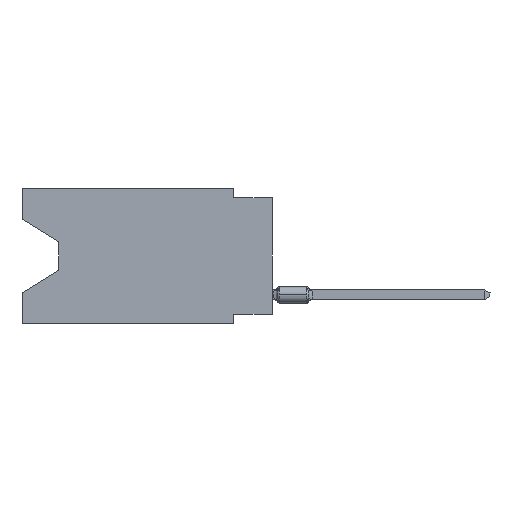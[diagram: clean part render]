
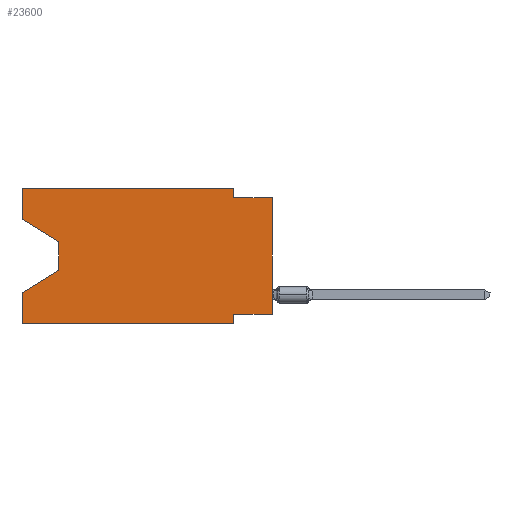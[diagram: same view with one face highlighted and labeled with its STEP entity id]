
A CAD part, left-side view. The second image highlights one B-rep face of the part: STEP entity #23600.
In plain terms, the highlighted planar face has unit normal (-1, 0, 0).
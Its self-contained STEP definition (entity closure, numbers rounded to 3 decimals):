
#32 = CARTESIAN_POINT ( 'NONE',  ( 0., 16.383, 0. ) ) ;
#295 = VERTEX_POINT ( 'NONE', #35184 ) ;
#599 = VERTEX_POINT ( 'NONE', #30145 ) ;
#929 = DIRECTION ( 'NONE',  ( 0., 0.855, -0.519 ) ) ;
#933 = PLANE ( 'NONE',  #9646 ) ;
#981 = LINE ( 'NONE', #42083, #41051 ) ;
#1329 = LINE ( 'NONE', #44001, #10860 ) ;
#1335 = LINE ( 'NONE', #39680, #35042 ) ;
#1366 = DIRECTION ( 'NONE',  ( 0., 0., 1. ) ) ;
#1467 = VERTEX_POINT ( 'NONE', #35194 ) ;
#2024 = VERTEX_POINT ( 'NONE', #11961 ) ;
#2621 = ORIENTED_EDGE ( 'NONE', *, *, #8635, .T. ) ;
#2694 = EDGE_CURVE ( 'NONE', #5691, #30023, #1335, .T. ) ;
#3412 = ORIENTED_EDGE ( 'NONE', *, *, #5328, .F. ) ;
#3703 = VERTEX_POINT ( 'NONE', #9689 ) ;
#3901 = DIRECTION ( 'NONE',  ( 0., -1., 0. ) ) ;
#5328 = EDGE_CURVE ( 'NONE', #34377, #2024, #32325, .T. ) ;
#5691 = VERTEX_POINT ( 'NONE', #12963 ) ;
#5990 = ORIENTED_EDGE ( 'NONE', *, *, #42567, .T. ) ;
#6830 = EDGE_CURVE ( 'NONE', #11875, #39352, #29237, .T. ) ;
#7140 = ORIENTED_EDGE ( 'NONE', *, *, #11012, .F. ) ;
#8119 = VECTOR ( 'NONE', #30258, 1000. ) ;
#8130 = DIRECTION ( 'NONE',  ( 0., 0., -1. ) ) ;
#8635 = EDGE_CURVE ( 'NONE', #40282, #1467, #1329, .T. ) ;
#9646 = AXIS2_PLACEMENT_3D ( 'NONE', #32, #14890, #11467 ) ;
#9689 = CARTESIAN_POINT ( 'NONE',  ( 0., 16.383, -8.89 ) ) ;
#9858 = VECTOR ( 'NONE', #20459, 1000. ) ;
#9932 = DIRECTION ( 'NONE',  ( 0., 0., -1. ) ) ;
#9963 = LINE ( 'NONE', #37330, #21159 ) ;
#10291 = ORIENTED_EDGE ( 'NONE', *, *, #2694, .T. ) ;
#10860 = VECTOR ( 'NONE', #36904, 1000. ) ;
#11012 = EDGE_CURVE ( 'NONE', #3703, #39352, #981, .T. ) ;
#11467 = DIRECTION ( 'NONE',  ( 0., 0., -1. ) ) ;
#11497 = EDGE_CURVE ( 'NONE', #37829, #30023, #34478, .T. ) ;
#11875 = VERTEX_POINT ( 'NONE', #27605 ) ;
#11935 = VECTOR ( 'NONE', #8130, 1000. ) ;
#11961 = CARTESIAN_POINT ( 'NONE',  ( 0., 2.54, -8.89 ) ) ;
#12257 = CARTESIAN_POINT ( 'NONE',  ( 0., 2.54, 0. ) ) ;
#12963 = CARTESIAN_POINT ( 'NONE',  ( 0., 0., -8.255 ) ) ;
#13171 = DIRECTION ( 'NONE',  ( 0., -1., 0. ) ) ;
#14251 = DIRECTION ( 'NONE',  ( 0., 0., 1. ) ) ;
#14330 = CARTESIAN_POINT ( 'NONE',  ( 0., 16.383, 0. ) ) ;
#14890 = DIRECTION ( 'NONE',  ( 1., 0., 0. ) ) ;
#14999 = CARTESIAN_POINT ( 'NONE',  ( 0., 2.54, -8.89 ) ) ;
#15701 = EDGE_CURVE ( 'NONE', #5691, #34377, #30497, .T. ) ;
#16368 = CARTESIAN_POINT ( 'NONE',  ( 0., 0., -8.255 ) ) ;
#17514 = EDGE_CURVE ( 'NONE', #599, #295, #21410, .T. ) ;
#18190 = CARTESIAN_POINT ( 'NONE',  ( 0., 2.54, -0.635 ) ) ;
#18968 = LINE ( 'NONE', #32643, #35468 ) ;
#20380 = VECTOR ( 'NONE', #9932, 1000. ) ;
#20459 = DIRECTION ( 'NONE',  ( 0., 1., 0. ) ) ;
#21159 = VECTOR ( 'NONE', #13171, 1000. ) ;
#21266 = CARTESIAN_POINT ( 'NONE',  ( 0., 0., -0.635 ) ) ;
#21410 = LINE ( 'NONE', #14330, #31887 ) ;
#22821 = EDGE_CURVE ( 'NONE', #295, #37829, #29813, .T. ) ;
#23600 = ADVANCED_FACE ( 'NONE', ( #25140 ), #933, .F. ) ;
#23813 = ORIENTED_EDGE ( 'NONE', *, *, #11497, .F. ) ;
#24043 = ORIENTED_EDGE ( 'NONE', *, *, #22821, .F. ) ;
#24067 = CARTESIAN_POINT ( 'NONE',  ( 0., 16.383, -2.038 ) ) ;
#25140 = FACE_OUTER_BOUND ( 'NONE', #31910, .T. ) ;
#25218 = VECTOR ( 'NONE', #929, 1000. ) ;
#25336 = CARTESIAN_POINT ( 'NONE',  ( 0., 0., -0.635 ) ) ;
#26442 = ORIENTED_EDGE ( 'NONE', *, *, #44988, .T. ) ;
#27281 = LINE ( 'NONE', #41196, #20380 ) ;
#27526 = CARTESIAN_POINT ( 'NONE',  ( 0., 2.54, -8.255 ) ) ;
#27605 = CARTESIAN_POINT ( 'NONE',  ( 0., 13.97, -5.385 ) ) ;
#29237 = LINE ( 'NONE', #39275, #25218 ) ;
#29813 = LINE ( 'NONE', #12257, #8119 ) ;
#30023 = VERTEX_POINT ( 'NONE', #25336 ) ;
#30139 = VECTOR ( 'NONE', #3901, 1000. ) ;
#30145 = CARTESIAN_POINT ( 'NONE',  ( 0., 16.383, 0. ) ) ;
#30258 = DIRECTION ( 'NONE',  ( 0., 0., -1. ) ) ;
#30497 = LINE ( 'NONE', #16368, #9858 ) ;
#31342 = ORIENTED_EDGE ( 'NONE', *, *, #15701, .F. ) ;
#31364 = EDGE_CURVE ( 'NONE', #40282, #599, #18968, .T. ) ;
#31887 = VECTOR ( 'NONE', #39179, 1000. ) ;
#31910 = EDGE_LOOP ( 'NONE', ( #2621, #5990, #37595, #7140, #26442, #3412, #31342, #10291, #23813, #24043, #40491, #34233 ) ) ;
#32325 = LINE ( 'NONE', #14999, #11935 ) ;
#32643 = CARTESIAN_POINT ( 'NONE',  ( 0., 16.383, 0. ) ) ;
#34233 = ORIENTED_EDGE ( 'NONE', *, *, #31364, .F. ) ;
#34377 = VERTEX_POINT ( 'NONE', #27526 ) ;
#34478 = LINE ( 'NONE', #21266, #30139 ) ;
#35042 = VECTOR ( 'NONE', #36252, 1000. ) ;
#35184 = CARTESIAN_POINT ( 'NONE',  ( 0., 2.54, 0. ) ) ;
#35194 = CARTESIAN_POINT ( 'NONE',  ( 0., 13.97, -3.505 ) ) ;
#35468 = VECTOR ( 'NONE', #1366, 1000. ) ;
#36252 = DIRECTION ( 'NONE',  ( 0., 0., 1. ) ) ;
#36904 = DIRECTION ( 'NONE',  ( 0., -0.855, -0.519 ) ) ;
#37330 = CARTESIAN_POINT ( 'NONE',  ( 0., 16.383, -8.89 ) ) ;
#37595 = ORIENTED_EDGE ( 'NONE', *, *, #6830, .T. ) ;
#37829 = VERTEX_POINT ( 'NONE', #18190 ) ;
#39179 = DIRECTION ( 'NONE',  ( 0., -1., 0. ) ) ;
#39275 = CARTESIAN_POINT ( 'NONE',  ( 0., 13.97, -5.385 ) ) ;
#39352 = VERTEX_POINT ( 'NONE', #41197 ) ;
#39680 = CARTESIAN_POINT ( 'NONE',  ( 0., 0., 0. ) ) ;
#40282 = VERTEX_POINT ( 'NONE', #24067 ) ;
#40491 = ORIENTED_EDGE ( 'NONE', *, *, #17514, .F. ) ;
#41051 = VECTOR ( 'NONE', #14251, 1000. ) ;
#41196 = CARTESIAN_POINT ( 'NONE',  ( 0., 13.97, -3.505 ) ) ;
#41197 = CARTESIAN_POINT ( 'NONE',  ( 0., 16.383, -6.852 ) ) ;
#42083 = CARTESIAN_POINT ( 'NONE',  ( 0., 16.383, 0. ) ) ;
#42567 = EDGE_CURVE ( 'NONE', #1467, #11875, #27281, .T. ) ;
#44001 = CARTESIAN_POINT ( 'NONE',  ( 0., 16.383, -2.038 ) ) ;
#44988 = EDGE_CURVE ( 'NONE', #3703, #2024, #9963, .T. ) ;
